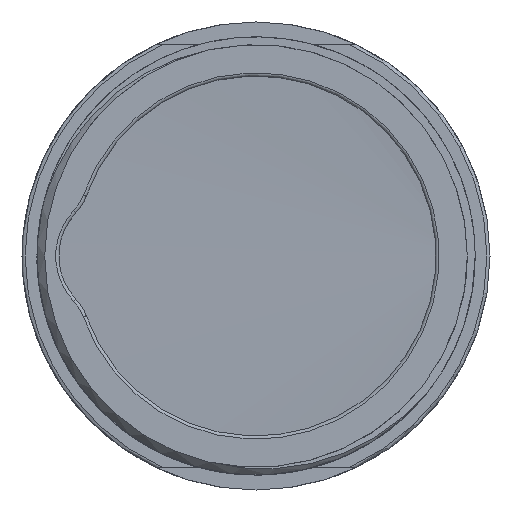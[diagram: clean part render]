
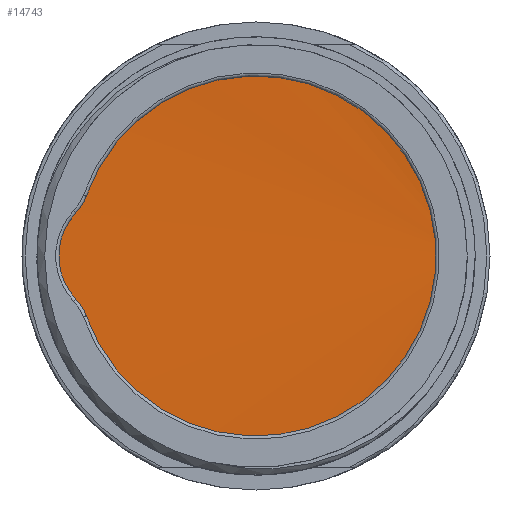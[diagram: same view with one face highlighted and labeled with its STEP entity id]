
A CAD part, left-side view. The second image highlights one B-rep face of the part: STEP entity #14743.
In plain terms, the highlighted cylindrical face has radius 13.5 mm (diameter 27 mm), a full revolution.
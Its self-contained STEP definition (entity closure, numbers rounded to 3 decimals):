
#950=CIRCLE('',#15765,13.5);
#1823=FACE_OUTER_BOUND('',#2698,.T.);
#2698=EDGE_LOOP('',(#9534,#9535,#9536,#9537));
#3599=B_SPLINE_CURVE_WITH_KNOTS('',3,(#23005,#23006,#23007,#23008,#23009,
#23010,#23011,#23012,#23013,#23014,#23015,#23016,#23017),.UNSPECIFIED.,
 .F.,.F.,(4,1,1,1,1,1,1,1,1,1,4),(4.937,5.42,5.903,
6.386,6.869,7.352,7.835,8.318,
8.801,9.285,9.425),.UNSPECIFIED.);
#3859=LINE('',#21747,#4722);
#3865=LINE('',#21851,#4728);
#4722=VECTOR('',#17332,13.5);
#4728=VECTOR('',#17354,13.5);
#5585=VERTEX_POINT('',#21745);
#5586=VERTEX_POINT('',#21746);
#5594=VERTEX_POINT('',#21850);
#5650=VERTEX_POINT('',#22243);
#6972=EDGE_CURVE('',#5585,#5586,#3859,.T.);
#6986=EDGE_CURVE('',#5594,#5585,#3865,.T.);
#7178=EDGE_CURVE('',#5650,#5594,#950,.T.);
#7192=EDGE_CURVE('',#5650,#5586,#3599,.T.);
#9534=ORIENTED_EDGE('',*,*,#6972,.T.);
#9535=ORIENTED_EDGE('',*,*,#7192,.F.);
#9536=ORIENTED_EDGE('',*,*,#7178,.T.);
#9537=ORIENTED_EDGE('',*,*,#6986,.T.);
#13565=CYLINDRICAL_SURFACE('',#15783,13.5);
#14743=ADVANCED_FACE('',(#1823),#13565,.T.);
#15765=AXIS2_PLACEMENT_3D('',#22611,#17792,#17793);
#15783=AXIS2_PLACEMENT_3D('',#23018,#17829,#17830);
#17332=DIRECTION('',(1.,0.,0.));
#17354=DIRECTION('',(1.,0.,0.));
#17792=DIRECTION('center_axis',(1.,0.,0.));
#17793=DIRECTION('ref_axis',(0.,-1.,0.));
#17829=DIRECTION('center_axis',(1.,0.,0.));
#17830=DIRECTION('ref_axis',(0.,1.,0.));
#21745=CARTESIAN_POINT('',(0.8,-13.5,0.));
#21746=CARTESIAN_POINT('',(2.,-13.5,0.));
#21747=CARTESIAN_POINT('',(-0.6,-13.5,0.));
#21850=CARTESIAN_POINT('',(0.,-13.5,0.));
#21851=CARTESIAN_POINT('',(-0.6,-13.5,0.));
#22243=CARTESIAN_POINT('',(0.,3.004,13.162));
#22611=CARTESIAN_POINT('Origin',(0.,0.,
0.));
#23005=CARTESIAN_POINT('Ctrl Pts',(0.,3.004,
13.162));
#23006=CARTESIAN_POINT('Ctrl Pts',(0.072,5.123,
12.678));
#23007=CARTESIAN_POINT('Ctrl Pts',(0.215,9.122,10.668));
#23008=CARTESIAN_POINT('Ctrl Pts',(0.431,13.034,5.209));
#23009=CARTESIAN_POINT('Ctrl Pts',(0.646,13.962,-1.441));
#23010=CARTESIAN_POINT('Ctrl Pts',(0.861,11.695,-7.762));
#23011=CARTESIAN_POINT('Ctrl Pts',(1.076,6.751,-12.306));
#23012=CARTESIAN_POINT('Ctrl Pts',(1.292,0.262,-14.034));
#23013=CARTESIAN_POINT('Ctrl Pts',(1.507,-6.287,-12.55));
#23014=CARTESIAN_POINT('Ctrl Pts',(1.722,-11.397,-8.194));
#23015=CARTESIAN_POINT('Ctrl Pts',(1.887,-13.307,-3.436));
#23016=CARTESIAN_POINT('Ctrl Pts',(1.979,-13.5,-0.631));
#23017=CARTESIAN_POINT('Ctrl Pts',(2.,-13.5,0.));
#23018=CARTESIAN_POINT('Origin',(-0.6,0.,0.));
